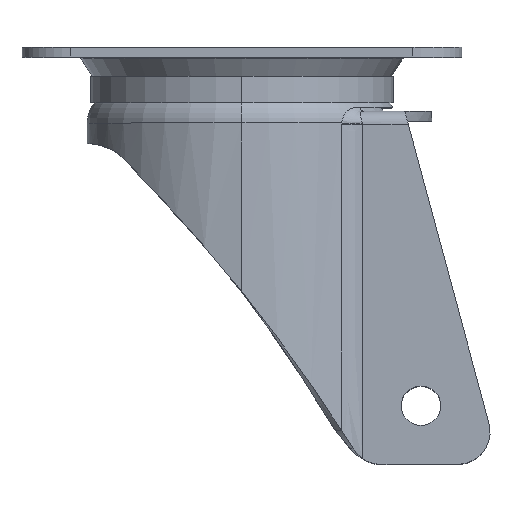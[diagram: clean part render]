
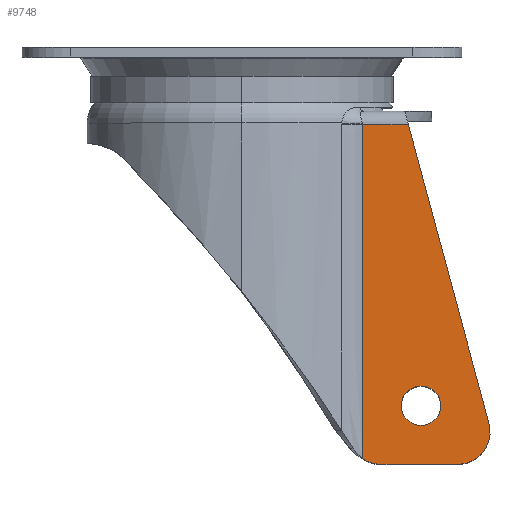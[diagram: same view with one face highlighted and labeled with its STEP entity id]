
A CAD part, top view. The second image highlights one B-rep face of the part: STEP entity #9748.
In plain terms, the highlighted planar face has unit normal (0, 0, 1).
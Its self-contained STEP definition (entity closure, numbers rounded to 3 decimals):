
#86 = DIRECTION ( 'NONE',  ( 0.965, 0.26, 0. ) ) ;
#99 = DIRECTION ( 'NONE',  ( 1., 0., 0. ) ) ;
#666 = CIRCLE ( 'NONE', #4704, 10. ) ;
#756 = DIRECTION ( 'NONE',  ( 0.26, -0.965, 0. ) ) ;
#841 = CARTESIAN_POINT ( 'NONE',  ( 51.105, -23.6, 34. ) ) ;
#1301 = CARTESIAN_POINT ( 'NONE',  ( 37.015, -23.6, 34. ) ) ;
#1302 = DIRECTION ( 'NONE',  ( 0., 0., 1. ) ) ;
#1373 = DIRECTION ( 'NONE',  ( 1., 0., 0. ) ) ;
#1442 = VERTEX_POINT ( 'NONE', #1446 ) ;
#1446 = CARTESIAN_POINT ( 'NONE',  ( 37.015, -23.6, 34. ) ) ;
#1524 = ORIENTED_EDGE ( 'NONE', *, *, #8627, .T. ) ;
#1574 = CARTESIAN_POINT ( 'NONE',  ( 48.95, -110., 34. ) ) ;
#1752 = LINE ( 'NONE', #8605, #9487 ) ;
#1784 = VECTOR ( 'NONE', #8746, 1000. ) ;
#1905 = ORIENTED_EDGE ( 'NONE', *, *, #3817, .F. ) ;
#1960 = CARTESIAN_POINT ( 'NONE',  ( 37.016, -92.008, 34. ) ) ;
#1983 = VERTEX_POINT ( 'NONE', #2640 ) ;
#2125 = LINE ( 'NONE', #5836, #4786 ) ;
#2164 = VECTOR ( 'NONE', #756, 1000. ) ;
#2190 = CARTESIAN_POINT ( 'NONE',  ( 61.05, -110., 34. ) ) ;
#2234 = EDGE_CURVE ( 'NONE', #9080, #6717, #7055, .T. ) ;
#2521 = VERTEX_POINT ( 'NONE', #3825 ) ;
#2608 = DIRECTION ( 'NONE',  ( 0., 0., -1. ) ) ;
#2640 = CARTESIAN_POINT ( 'NONE',  ( 75.855, -115.379, 34. ) ) ;
#2716 = CARTESIAN_POINT ( 'NONE',  ( 51.105, -23.6, 34. ) ) ;
#2803 = AXIS2_PLACEMENT_3D ( 'NONE', #5980, #1302, #2983 ) ;
#2945 = ORIENTED_EDGE ( 'NONE', *, *, #3421, .F. ) ;
#2980 = CIRCLE ( 'NONE', #2803, 6.05 ) ;
#2983 = DIRECTION ( 'NONE',  ( -1., 0., 0. ) ) ;
#3036 = ORIENTED_EDGE ( 'NONE', *, *, #2234, .F. ) ;
#3216 = LINE ( 'NONE', #7141, #2164 ) ;
#3279 = VERTEX_POINT ( 'NONE', #8197 ) ;
#3328 = EDGE_CURVE ( 'NONE', #6717, #9080, #2980, .T. ) ;
#3357 = DIRECTION ( 'NONE',  ( 0., 0., -1. ) ) ;
#3421 = EDGE_CURVE ( 'NONE', #6589, #1983, #3216, .T. ) ;
#3713 = CIRCLE ( 'NONE', #5686, 10. ) ;
#3817 = EDGE_CURVE ( 'NONE', #1983, #2521, #666, .T. ) ;
#3825 = CARTESIAN_POINT ( 'NONE',  ( 66.2, -127.984, 34. ) ) ;
#3898 = CARTESIAN_POINT ( 'NONE',  ( 55., -110., 34. ) ) ;
#4121 = CARTESIAN_POINT ( 'NONE',  ( 51.105, -23.6, 34. ) ) ;
#4143 = CARTESIAN_POINT ( 'NONE',  ( 66.2, -117.984, 34. ) ) ;
#4513 = CARTESIAN_POINT ( 'NONE',  ( 52.718, -29.438, 34. ) ) ;
#4555 = PLANE ( 'NONE',  #8564 ) ;
#4704 = AXIS2_PLACEMENT_3D ( 'NONE', #4143, #2608, #9018 ) ;
#4752 = DIRECTION ( 'NONE',  ( 1., 0., 0. ) ) ;
#4786 = VECTOR ( 'NONE', #1373, 1000. ) ;
#5126 = LINE ( 'NONE', #2716, #6820 ) ;
#5216 = VERTEX_POINT ( 'NONE', #7908 ) ;
#5325 = ORIENTED_EDGE ( 'NONE', *, *, #3328, .F. ) ;
#5625 = ORIENTED_EDGE ( 'NONE', *, *, #9483, .T. ) ;
#5645 = DIRECTION ( 'NONE',  ( 0., -1., 0. ) ) ;
#5686 = AXIS2_PLACEMENT_3D ( 'NONE', #8104, #3357, #5645 ) ;
#5778 = CARTESIAN_POINT ( 'NONE',  ( 37.016, -57.804, 34. ) ) ;
#5836 = CARTESIAN_POINT ( 'NONE',  ( 42.7, -127.984, 34. ) ) ;
#5919 = EDGE_CURVE ( 'NONE', #8158, #9637, #5126, .T. ) ;
#5980 = CARTESIAN_POINT ( 'NONE',  ( 55., -110., 34. ) ) ;
#6004 = EDGE_LOOP ( 'NONE', ( #5325, #3036 ) ) ;
#6084 = FACE_OUTER_BOUND ( 'NONE', #6204, .T. ) ;
#6204 = EDGE_LOOP ( 'NONE', ( #9287, #7599, #8047, #6675, #5625, #1905, #2945, #1524 ) ) ;
#6240 = EDGE_CURVE ( 'NONE', #3279, #5216, #3713, .T. ) ;
#6483 = DIRECTION ( 'NONE',  ( 0., 0., 1. ) ) ;
#6589 = VERTEX_POINT ( 'NONE', #9297 ) ;
#6675 = ORIENTED_EDGE ( 'NONE', *, *, #6240, .F. ) ;
#6717 = VERTEX_POINT ( 'NONE', #1574 ) ;
#6728 = B_SPLINE_CURVE_WITH_KNOTS ( 'NONE', 3,
 ( #1301, #5778, #1960, #9674 ),
 .UNSPECIFIED., .F., .F.,
 ( 4, 4 ),
 ( 0., 1. ),
 .UNSPECIFIED. ) ;
#6820 = VECTOR ( 'NONE', #9882, 1000. ) ;
#7055 = CIRCLE ( 'NONE', #8716, 6.05 ) ;
#7063 = DIRECTION ( 'NONE',  ( 0., 0., 1. ) ) ;
#7141 = CARTESIAN_POINT ( 'NONE',  ( 52.671, -29.45, 34. ) ) ;
#7353 = EDGE_CURVE ( 'NONE', #8158, #1442, #9515, .T. ) ;
#7599 = ORIENTED_EDGE ( 'NONE', *, *, #7353, .T. ) ;
#7908 = CARTESIAN_POINT ( 'NONE',  ( 37.017, -126.212, 34. ) ) ;
#8047 = ORIENTED_EDGE ( 'NONE', *, *, #9012, .T. ) ;
#8104 = CARTESIAN_POINT ( 'NONE',  ( 42.7, -117.984, 34. ) ) ;
#8158 = VERTEX_POINT ( 'NONE', #4121 ) ;
#8197 = CARTESIAN_POINT ( 'NONE',  ( 42.7, -127.984, 34. ) ) ;
#8564 = AXIS2_PLACEMENT_3D ( 'NONE', #9414, #6483, #4752 ) ;
#8605 = CARTESIAN_POINT ( 'NONE',  ( 52.671, -29.45, 34. ) ) ;
#8627 = EDGE_CURVE ( 'NONE', #6589, #9637, #1752, .T. ) ;
#8716 = AXIS2_PLACEMENT_3D ( 'NONE', #3898, #7063, #99 ) ;
#8746 = DIRECTION ( 'NONE',  ( -1., 0., 0. ) ) ;
#9012 = EDGE_CURVE ( 'NONE', #1442, #5216, #6728, .T. ) ;
#9018 = DIRECTION ( 'NONE',  ( 0.965, 0.26, 0. ) ) ;
#9080 = VERTEX_POINT ( 'NONE', #2190 ) ;
#9287 = ORIENTED_EDGE ( 'NONE', *, *, #5919, .F. ) ;
#9297 = CARTESIAN_POINT ( 'NONE',  ( 52.671, -29.45, 34. ) ) ;
#9414 = CARTESIAN_POINT ( 'NONE',  ( 0., -169.6, 34. ) ) ;
#9483 = EDGE_CURVE ( 'NONE', #3279, #2521, #2125, .T. ) ;
#9487 = VECTOR ( 'NONE', #86, 1000. ) ;
#9515 = LINE ( 'NONE', #841, #1784 ) ;
#9637 = VERTEX_POINT ( 'NONE', #4513 ) ;
#9674 = CARTESIAN_POINT ( 'NONE',  ( 37.017, -126.212, 34. ) ) ;
#9748 = ADVANCED_FACE ( 'NONE', ( #9984, #6084 ), #4555, .T. ) ;
#9882 = DIRECTION ( 'NONE',  ( 0.266, -0.964, 0. ) ) ;
#9984 = FACE_BOUND ( 'NONE', #6004, .T. ) ;
